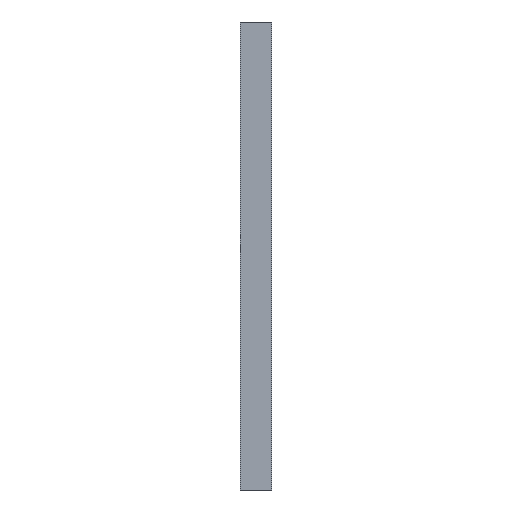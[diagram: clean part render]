
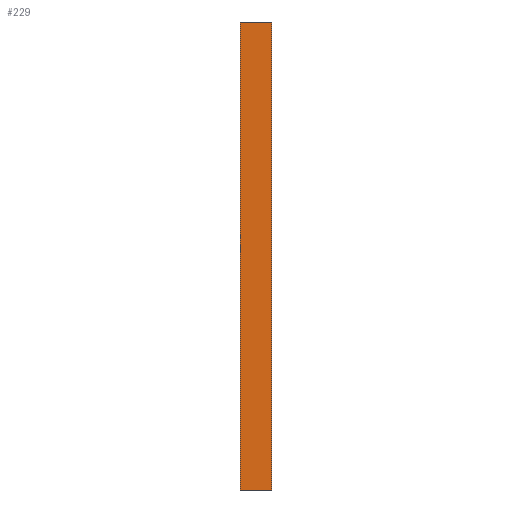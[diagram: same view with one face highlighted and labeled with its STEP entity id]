
A CAD part, left-side view. The second image highlights one B-rep face of the part: STEP entity #229.
In plain terms, the highlighted planar face has unit normal (-1, 0, 0).
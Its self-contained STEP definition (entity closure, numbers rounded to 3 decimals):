
#56 = VECTOR ( 'NONE', #567, 1000. ) ;
#86 = CARTESIAN_POINT ( 'NONE',  ( -45., 0., -45. ) ) ;
#131 = VERTEX_POINT ( 'NONE', #831 ) ;
#133 = DIRECTION ( 'NONE',  ( 0., 0., -1. ) ) ;
#143 = EDGE_CURVE ( 'NONE', #535, #311, #313, .T. ) ;
#163 = VECTOR ( 'NONE', #184, 1000. ) ;
#184 = DIRECTION ( 'NONE',  ( 0., 0., 1. ) ) ;
#195 = ORIENTED_EDGE ( 'NONE', *, *, #695, .T. ) ;
#207 = ORIENTED_EDGE ( 'NONE', *, *, #876, .F. ) ;
#222 = PLANE ( 'NONE',  #978 ) ;
#227 = LINE ( 'NONE', #572, #56 ) ;
#229 = ADVANCED_FACE ( 'NONE', ( #571 ), #222, .F. ) ;
#271 = VECTOR ( 'NONE', #482, 1000. ) ;
#311 = VERTEX_POINT ( 'NONE', #770 ) ;
#313 = LINE ( 'NONE', #554, #271 ) ;
#359 = EDGE_CURVE ( 'NONE', #131, #1108, #775, .T. ) ;
#375 = ORIENTED_EDGE ( 'NONE', *, *, #359, .T. ) ;
#410 = DIRECTION ( 'NONE',  ( 0., -1., 0. ) ) ;
#474 = ORIENTED_EDGE ( 'NONE', *, *, #143, .F. ) ;
#482 = DIRECTION ( 'NONE',  ( 0., -1., 0. ) ) ;
#535 = VERTEX_POINT ( 'NONE', #830 ) ;
#554 = CARTESIAN_POINT ( 'NONE',  ( -45., 6., 45. ) ) ;
#567 = DIRECTION ( 'NONE',  ( 0., 0., 1. ) ) ;
#571 = FACE_OUTER_BOUND ( 'NONE', #721, .T. ) ;
#572 = CARTESIAN_POINT ( 'NONE',  ( -45., 6., 45. ) ) ;
#638 = CARTESIAN_POINT ( 'NONE',  ( -45., 0., 45. ) ) ;
#695 = EDGE_CURVE ( 'NONE', #1108, #311, #889, .T. ) ;
#721 = EDGE_LOOP ( 'NONE', ( #195, #474, #207, #375 ) ) ;
#724 = VECTOR ( 'NONE', #410, 1000. ) ;
#747 = CARTESIAN_POINT ( 'NONE',  ( -45., 6., 45. ) ) ;
#770 = CARTESIAN_POINT ( 'NONE',  ( -45., 0., 45. ) ) ;
#775 = LINE ( 'NONE', #1112, #724 ) ;
#824 = DIRECTION ( 'NONE',  ( 1., 0., 0. ) ) ;
#830 = CARTESIAN_POINT ( 'NONE',  ( -45., 6., 45. ) ) ;
#831 = CARTESIAN_POINT ( 'NONE',  ( -45., 6., -45. ) ) ;
#876 = EDGE_CURVE ( 'NONE', #131, #535, #227, .T. ) ;
#889 = LINE ( 'NONE', #638, #163 ) ;
#978 = AXIS2_PLACEMENT_3D ( 'NONE', #747, #824, #133 ) ;
#1108 = VERTEX_POINT ( 'NONE', #86 ) ;
#1112 = CARTESIAN_POINT ( 'NONE',  ( -45., 6., -45. ) ) ;
